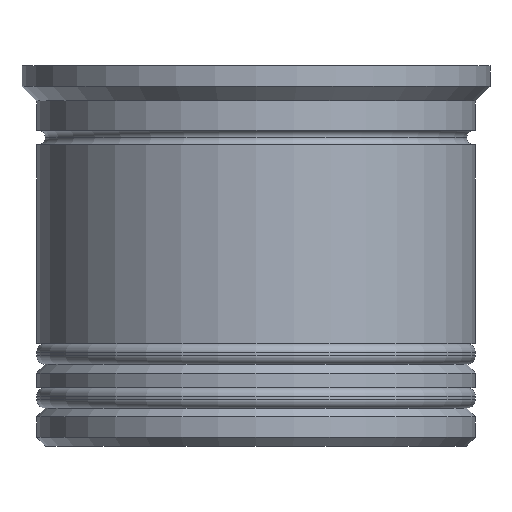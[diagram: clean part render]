
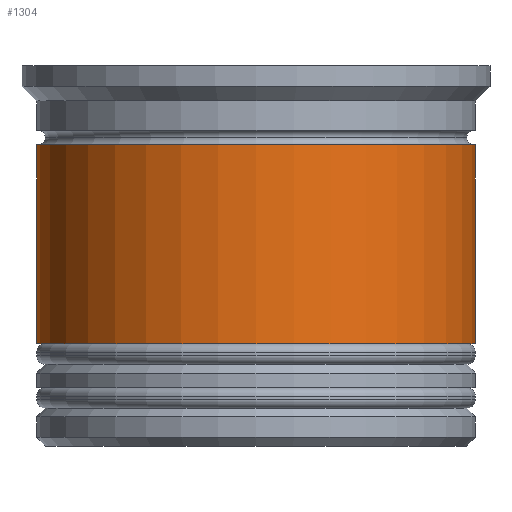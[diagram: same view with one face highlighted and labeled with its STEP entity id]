
A CAD part, front view. The second image highlights one B-rep face of the part: STEP entity #1304.
In plain terms, the highlighted cylindrical face has radius 7.5 mm (diameter 15 mm), a partial arc.
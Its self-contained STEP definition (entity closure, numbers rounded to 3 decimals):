
#32 = AXIS2_PLACEMENT_3D ( 'NONE', #1351, #1180, #1342 ) ;
#113 = FACE_OUTER_BOUND ( 'NONE', #985, .T. ) ;
#128 = CARTESIAN_POINT ( 'NONE',  ( -7.5, 0., -2.7 ) ) ;
#137 = DIRECTION ( 'NONE',  ( 0., 0., 1. ) ) ;
#298 = CARTESIAN_POINT ( 'NONE',  ( 0., 0., -9.5 ) ) ;
#319 = DIRECTION ( 'NONE',  ( 1., 0., 0. ) ) ;
#396 = CARTESIAN_POINT ( 'NONE',  ( 7.5, 0., 0. ) ) ;
#478 = CARTESIAN_POINT ( 'NONE',  ( 7.5, 0., -2.7 ) ) ;
#658 = CARTESIAN_POINT ( 'NONE',  ( -7.5, 0., -9.5 ) ) ;
#772 = AXIS2_PLACEMENT_3D ( 'NONE', #298, #1056, #1092 ) ;
#965 = CARTESIAN_POINT ( 'NONE',  ( 0., 0., -2.7 ) ) ;
#983 = CARTESIAN_POINT ( 'NONE',  ( 7.5, 0., -9.5 ) ) ;
#985 = EDGE_LOOP ( 'NONE', ( #1484, #1591, #1361, #1146 ) ) ;
#1017 = VECTOR ( 'NONE', #1920, 1000. ) ;
#1022 = CYLINDRICAL_SURFACE ( 'NONE', #32, 7.5 ) ;
#1036 = EDGE_CURVE ( 'NONE', #1393, #1898, #1695, .T. ) ;
#1056 = DIRECTION ( 'NONE',  ( 0., 0., 1. ) ) ;
#1092 = DIRECTION ( 'NONE',  ( 1., 0., 0. ) ) ;
#1126 = VERTEX_POINT ( 'NONE', #658 ) ;
#1146 = ORIENTED_EDGE ( 'NONE', *, *, #1036, .F. ) ;
#1147 = VERTEX_POINT ( 'NONE', #983 ) ;
#1168 = EDGE_CURVE ( 'NONE', #1147, #1898, #1928, .T. ) ;
#1180 = DIRECTION ( 'NONE',  ( 0., 0., 1. ) ) ;
#1192 = CARTESIAN_POINT ( 'NONE',  ( -7.5, 0., 0. ) ) ;
#1304 = ADVANCED_FACE ( 'NONE', ( #113 ), #1022, .T. ) ;
#1342 = DIRECTION ( 'NONE',  ( 1., 0., 0. ) ) ;
#1351 = CARTESIAN_POINT ( 'NONE',  ( 0., 0., 0. ) ) ;
#1361 = ORIENTED_EDGE ( 'NONE', *, *, #1168, .T. ) ;
#1379 = EDGE_CURVE ( 'NONE', #1126, #1393, #1680, .T. ) ;
#1393 = VERTEX_POINT ( 'NONE', #128 ) ;
#1484 = ORIENTED_EDGE ( 'NONE', *, *, #1379, .F. ) ;
#1581 = DIRECTION ( 'NONE',  ( 0., 0., 1. ) ) ;
#1591 = ORIENTED_EDGE ( 'NONE', *, *, #1922, .T. ) ;
#1608 = VECTOR ( 'NONE', #137, 1000. ) ;
#1636 = CIRCLE ( 'NONE', #772, 7.5 ) ;
#1680 = LINE ( 'NONE', #1192, #1608 ) ;
#1695 = CIRCLE ( 'NONE', #1735, 7.5 ) ;
#1735 = AXIS2_PLACEMENT_3D ( 'NONE', #965, #1581, #319 ) ;
#1898 = VERTEX_POINT ( 'NONE', #478 ) ;
#1920 = DIRECTION ( 'NONE',  ( 0., 0., 1. ) ) ;
#1922 = EDGE_CURVE ( 'NONE', #1126, #1147, #1636, .T. ) ;
#1928 = LINE ( 'NONE', #396, #1017 ) ;
